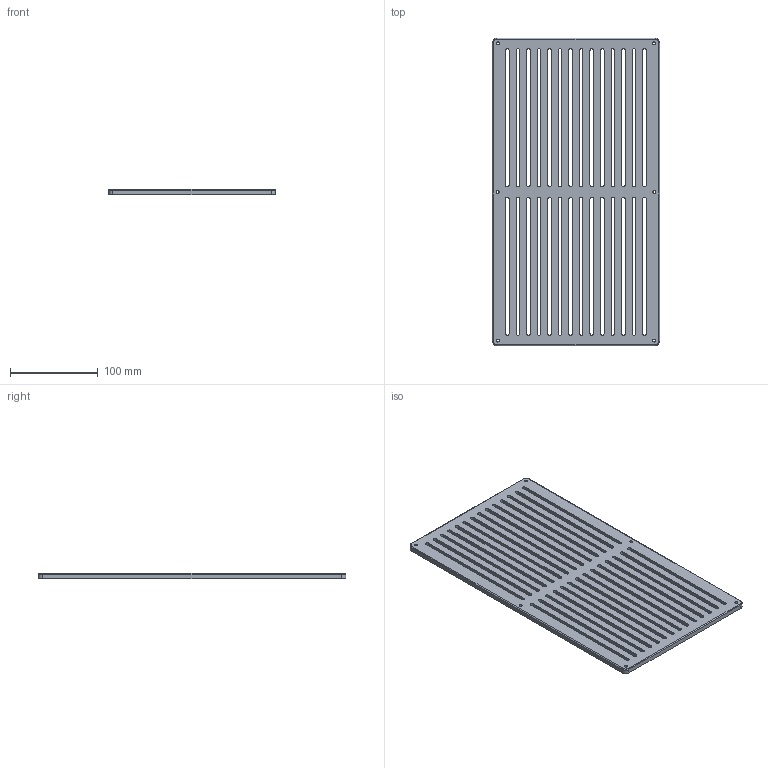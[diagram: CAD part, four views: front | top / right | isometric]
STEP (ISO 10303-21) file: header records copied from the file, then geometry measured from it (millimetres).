
FILE_DESCRIPTION (( 'STEP AP214' ), '1' );
FILE_NAME ('case panel.STEP', '2019-01-07T20:17:39', ( '' ), ( '' ), 'SwSTEP 2.0', 'SolidWorks 2017', '' );
FILE_SCHEMA (( 'AUTOMOTIVE_DESIGN' ));
Length unit declared in the file: millimetre
Products named in the file (1): case panel
Bounding box: 190 x 350 x 6 mm (x, y, z)
Volume: 293360.6 mm3; surface area: 157708.7 mm2
Topology: 1 solids, 1 shells, 154 faces, 436 edges, 284 vertices
Faces by surface type: cylinder 76, plane 62, cone 12, torus 4
Entity records: 5198 total; most frequent: DIRECTION 914, CARTESIAN_POINT 875, ORIENTED_EDGE 872, EDGE_CURVE 436, AXIS2_PLACEMENT_3D 323, VERTEX_POINT 284, VECTOR 268, LINE 268
